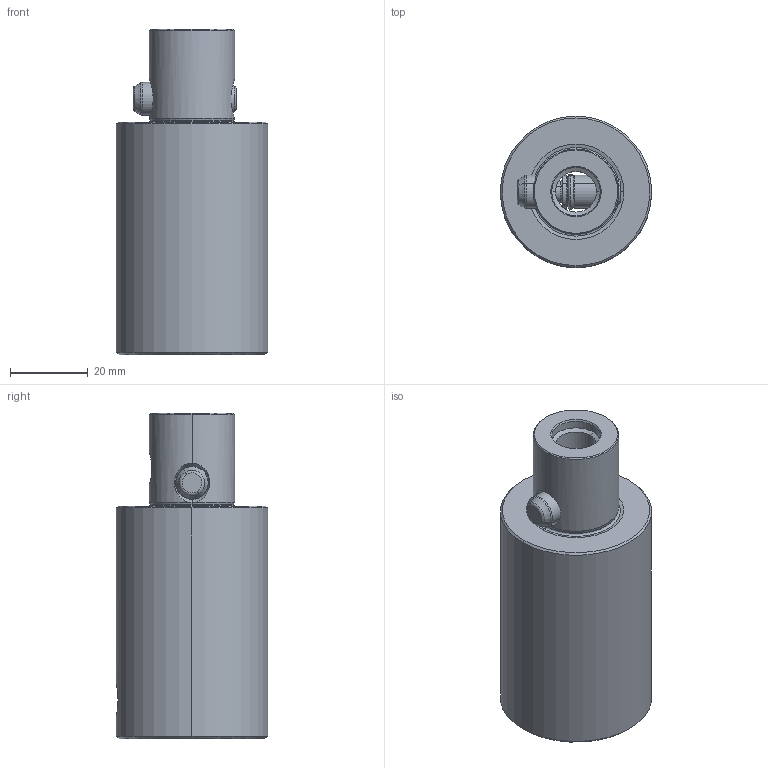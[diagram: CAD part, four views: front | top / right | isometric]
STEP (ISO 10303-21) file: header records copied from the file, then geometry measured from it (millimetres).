
FILE_DESCRIPTION(('no description'),'unknown implementation level');
FILE_NAME('C599C295-E423-4DD5-BE55-A06EB0950149_export.stp',' ',('CIMSOURCE GmbH'),('CADClick - KiM GmbH - www.kimweb.de'),'unknown preprocess','ACIS','unknown authorization');
FILE_SCHEMA(('automotive_design'));
Length unit declared in the file: millimetre
Products named in the file (4): 331.445 Kaiser CKS4 X CKS4 X 60|331.445 Kaiser CKS4 X CKS4 X 60_Standard;NONE; 331.445 Kaiser CKS4 X CKS4 X 60|690.434 Kaiser ETL M8 X 11 CK4_Standard;NONE; 331.445 Kaiser CKS4 X CKS4 X 60|691.504 Kaiser ETL �8,5 X 27K_Standard|692.286 O-Ring 6x1.5_Standard;NONE; 331.445 Kaiser CKS4 X CKS4 X 60|691.504 Kaiser ETL �8,5 X 27K_Standard|691.524_Standard;NONE
Bounding box: 39 x 39 x 84 mm (x, y, z)
Volume: 61338.7 mm3; surface area: 17162.3 mm2
Topology: 4 solids, 4 shells, 154 faces, 344 edges, 199 vertices
Faces by surface type: cone 48, cylinder 44, plane 36, torus 26
Entity records: 8842 total; most frequent: CARTESIAN_POINT 1317, DIRECTION 808, STYLED_ITEM 699, PRESENTATION_STYLE_ASSIGNMENT 699, COLOUR_RGB 699, ORIENTED_EDGE 684, EDGE_CURVE 342, CURVE_STYLE 342
